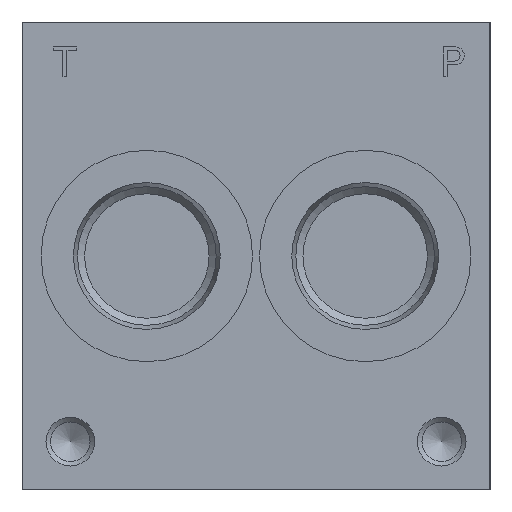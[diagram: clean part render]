
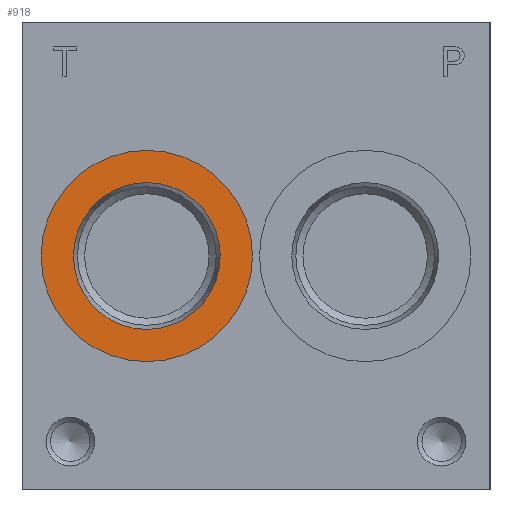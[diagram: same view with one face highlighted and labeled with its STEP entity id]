
A CAD part, left-side view. The second image highlights one B-rep face of the part: STEP entity #918.
In plain terms, the highlighted planar face has unit normal (-1, 0, 0).
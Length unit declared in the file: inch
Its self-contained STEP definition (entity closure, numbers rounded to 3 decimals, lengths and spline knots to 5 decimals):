
#918 = ADVANCED_FACE( '', ( #2403, #2404 ), #2405, .T. );
#2403 = FACE_BOUND( '', #4567, .T. );
#2404 = FACE_OUTER_BOUND( '', #4568, .T. );
#2405 = PLANE( '', #4569 );
#4567 = EDGE_LOOP( '', ( #7313 ) );
#4568 = EDGE_LOOP( '', ( #7314 ) );
#4569 = AXIS2_PLACEMENT_3D( '', #7315, #7316, #7317 );
#7313 = ORIENTED_EDGE( '', *, *, #11746, .T. );
#7314 = ORIENTED_EDGE( '', *, *, #11384, .F. );
#7315 = CARTESIAN_POINT( '', ( 0.031, 2.8775, 1.5 ) );
#7316 = DIRECTION( '', ( -1., 0., 0. ) );
#7317 = DIRECTION( '', ( 0., 0., 1. ) );
#11384 = EDGE_CURVE( '', #13449, #13449, #13450, .T. );
#11746 = EDGE_CURVE( '', #14045, #14045, #14046, .T. );
#13449 = VERTEX_POINT( '', #16302 );
#13450 = CIRCLE( '', #16303, 0.6775 );
#14045 = VERTEX_POINT( '', #17103 );
#14046 = CIRCLE( '', #17104, 0.4705 );
#16302 = CARTESIAN_POINT( '', ( 0.031, 2.2, 0.8225 ) );
#16303 = AXIS2_PLACEMENT_3D( '', #19767, #19768, #19769 );
#17103 = CARTESIAN_POINT( '', ( 0.031, 2.2, 1.0295 ) );
#17104 = AXIS2_PLACEMENT_3D( '', #20195, #20196, #20197 );
#19767 = CARTESIAN_POINT( '', ( 0.031, 2.2, 1.5 ) );
#19768 = DIRECTION( '', ( 1., 0., 0. ) );
#19769 = DIRECTION( '', ( 0., 0., -1. ) );
#20195 = CARTESIAN_POINT( '', ( 0.031, 2.2, 1.5 ) );
#20196 = DIRECTION( '', ( 1., 0., 0. ) );
#20197 = DIRECTION( '', ( 0., 0., -1. ) );
